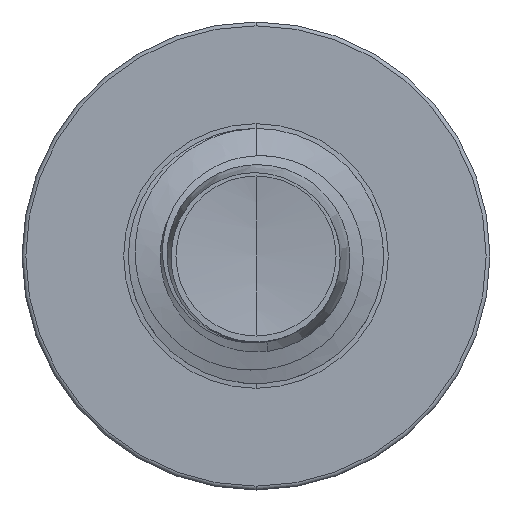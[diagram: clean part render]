
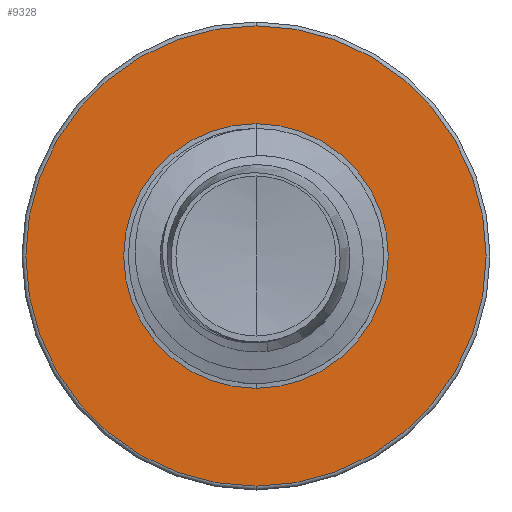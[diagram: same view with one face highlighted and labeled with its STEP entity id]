
A CAD part, front view. The second image highlights one B-rep face of the part: STEP entity #9328.
In plain terms, the highlighted planar face has unit normal (0, -1, 0).
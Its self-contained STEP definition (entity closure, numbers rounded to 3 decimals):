
#28 = VERTEX_POINT ( 'NONE', #3440 ) ;
#108 = CARTESIAN_POINT ( 'NONE',  ( 0., 1.75, 1.623 ) ) ;
#590 = EDGE_CURVE ( 'NONE', #28, #1169, #3733, .T. ) ;
#610 = EDGE_CURVE ( 'NONE', #3672, #7375, #803, .T. ) ;
#803 = CIRCLE ( 'NONE', #3756, 1.623 ) ;
#1061 = EDGE_CURVE ( 'NONE', #7375, #3672, #3342, .T. ) ;
#1169 = VERTEX_POINT ( 'NONE', #2937 ) ;
#2183 = CARTESIAN_POINT ( 'NONE',  ( 0., 1.75, -0.933 ) ) ;
#2937 = CARTESIAN_POINT ( 'NONE',  ( 0., 1.75, -0.933 ) ) ;
#2962 = AXIS2_PLACEMENT_3D ( 'NONE', #7597, #7587, #7585 ) ;
#2980 = EDGE_CURVE ( 'NONE', #1169, #28, #6660, .T. ) ;
#3041 = PLANE ( 'NONE',  #7383 ) ;
#3200 = AXIS2_PLACEMENT_3D ( 'NONE', #6695, #6693, #6687 ) ;
#3342 = CIRCLE ( 'NONE', #6880, 1.623 ) ;
#3440 = CARTESIAN_POINT ( 'NONE',  ( 0., 1.75, 0.933 ) ) ;
#3672 = VERTEX_POINT ( 'NONE', #7735 ) ;
#3733 = CIRCLE ( 'NONE', #3200, 0.933 ) ;
#3756 = AXIS2_PLACEMENT_3D ( 'NONE', #6642, #6635, #6629 ) ;
#3845 = DIRECTION ( 'NONE',  ( 0., 1., 0. ) ) ;
#3862 = DIRECTION ( 'NONE',  ( 0., 0., 1. ) ) ;
#3873 = DIRECTION ( 'NONE',  ( 0., 1., 0. ) ) ;
#3876 = CARTESIAN_POINT ( 'NONE',  ( 0., 1.75, 0. ) ) ;
#5115 = ORIENTED_EDGE ( 'NONE', *, *, #2980, .T. ) ;
#6174 = FACE_BOUND ( 'NONE', #7709, .T. ) ;
#6629 = DIRECTION ( 'NONE',  ( 0., 0., 1. ) ) ;
#6635 = DIRECTION ( 'NONE',  ( 0., 1., 0. ) ) ;
#6642 = CARTESIAN_POINT ( 'NONE',  ( 0., 1.75, 0. ) ) ;
#6660 = CIRCLE ( 'NONE', #2962, 0.933 ) ;
#6676 = ORIENTED_EDGE ( 'NONE', *, *, #590, .T. ) ;
#6687 = DIRECTION ( 'NONE',  ( 0., 0., 1. ) ) ;
#6693 = DIRECTION ( 'NONE',  ( 0., 1., 0. ) ) ;
#6695 = CARTESIAN_POINT ( 'NONE',  ( 0., 1.75, 0. ) ) ;
#6764 = EDGE_LOOP ( 'NONE', ( #9441, #7914 ) ) ;
#6880 = AXIS2_PLACEMENT_3D ( 'NONE', #3876, #3873, #3862 ) ;
#7375 = VERTEX_POINT ( 'NONE', #108 ) ;
#7383 = AXIS2_PLACEMENT_3D ( 'NONE', #2183, #3845, #8256 ) ;
#7585 = DIRECTION ( 'NONE',  ( 0., 0., 1. ) ) ;
#7587 = DIRECTION ( 'NONE',  ( 0., 1., 0. ) ) ;
#7597 = CARTESIAN_POINT ( 'NONE',  ( 0., 1.75, 0. ) ) ;
#7709 = EDGE_LOOP ( 'NONE', ( #6676, #5115 ) ) ;
#7735 = CARTESIAN_POINT ( 'NONE',  ( 0., 1.75, -1.623 ) ) ;
#7914 = ORIENTED_EDGE ( 'NONE', *, *, #610, .F. ) ;
#8256 = DIRECTION ( 'NONE',  ( 0., 0., 1. ) ) ;
#9277 = FACE_OUTER_BOUND ( 'NONE', #6764, .T. ) ;
#9328 = ADVANCED_FACE ( 'NONE', ( #9277, #6174 ), #3041, .F. ) ;
#9441 = ORIENTED_EDGE ( 'NONE', *, *, #1061, .F. ) ;
